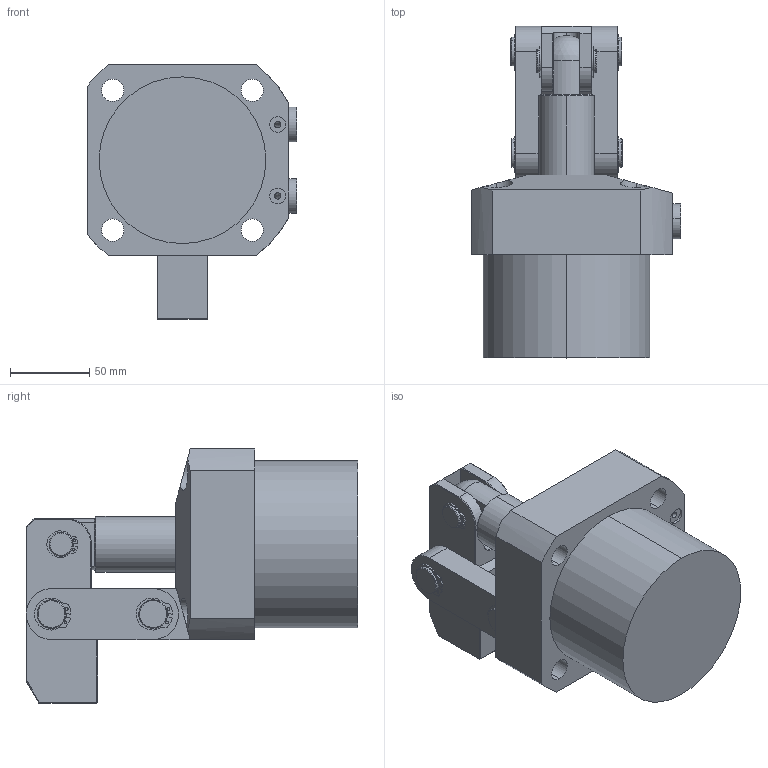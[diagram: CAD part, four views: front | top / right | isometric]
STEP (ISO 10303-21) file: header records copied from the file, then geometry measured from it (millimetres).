
FILE_DESCRIPTION (( 'STEP AP203' ), '1' );
FILE_NAME ('CLKA-105GR杠杆油压缸三维图.STEP', '2019-04-18T03:27:34', ( 'User' ), ( 'china' ), 'SwSTEP 2.0', 'SolidWorks 2018', '' );
FILE_SCHEMA (( 'CONFIG_CONTROL_DESIGN' ));
Length unit declared in the file: millimetre
Products named in the file (10): 105活塞杆_4; 囀鞠褒黑芛郔陔03-811_4; 揤旋_3; 105GR掛极; 蟀裝_3; CLKA-105GR杠杆油压缸三维图; 結15_3; 結18_3; 傻粣_3; 酗粣_3
Assembly tree (16 placements, depth 2):
  CLKA-105GR杠杆油压缸三维图
    105活塞杆_4
    揤旋_3
    蟀裝_3  x2
    結15_3  x2
    結18_3  x4
    傻粣_3
    酗粣_3  x2
    囀鞠褒黑芛郔陔03-811_4  x2
    105GR掛极
Bounding box: 132 x 209 x 160 mm (x, y, z)
Volume: 1086370.4 mm3; surface area: 201113.4 mm2
Topology: 15 solids, 17 shells, 423 faces, 1046 edges, 680 vertices
Faces by surface type: cylinder 207, plane 154, cone 56, bspline 4, sphere 2
Entity records: 9763 total; most frequent: CARTESIAN_POINT 1697, DIRECTION 1528, ORIENTED_EDGE 1352, EDGE_CURVE 678, AXIS2_PLACEMENT_3D 592, VERTEX_POINT 437, LINE 344, VECTOR 344
